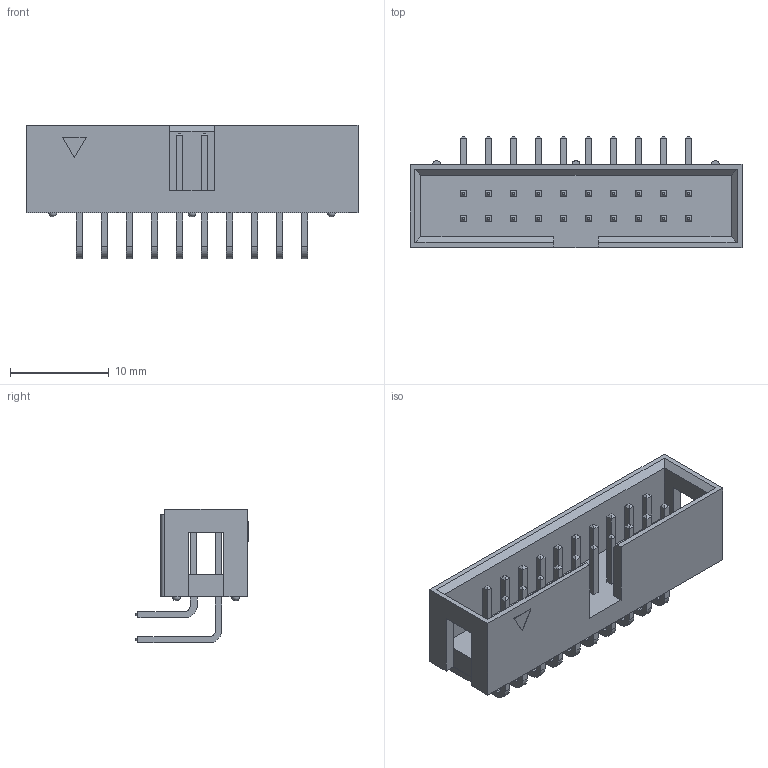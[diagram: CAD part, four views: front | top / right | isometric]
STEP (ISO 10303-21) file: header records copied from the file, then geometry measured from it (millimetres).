
FILE_DESCRIPTION (( 'STEP AP214' ), '1' );
FILE_NAME ('IDC-Socket-Male-20pin-Angled.STEP', '2024-03-14T15:03:21', ( '' ), ( '' ), 'SwSTEP 2.0', 'SolidWorks 2022', '' );
FILE_SCHEMA (( 'AUTOMOTIVE_DESIGN' ));
Length unit declared in the file: millimetre
Products named in the file (1): IDC-Socket-Male-20pin-Angled
Bounding box: 33.64 x 11.35 x 13.56 mm (x, y, z)
Surface area: 2517.7 mm2 (no closed solid volume)
Topology: 0 solids, 6 shells, 491 faces, 1205 edges, 755 vertices
Faces by surface type: plane 440, cylinder 45, sphere 6
Entity records: 14463 total; most frequent: CARTESIAN_POINT 2432, ORIENTED_EDGE 2352, DIRECTION 2278, EDGE_CURVE 1192, LINE 1090, VECTOR 1090, VERTEX_POINT 748, AXIS2_PLACEMENT_3D 594
